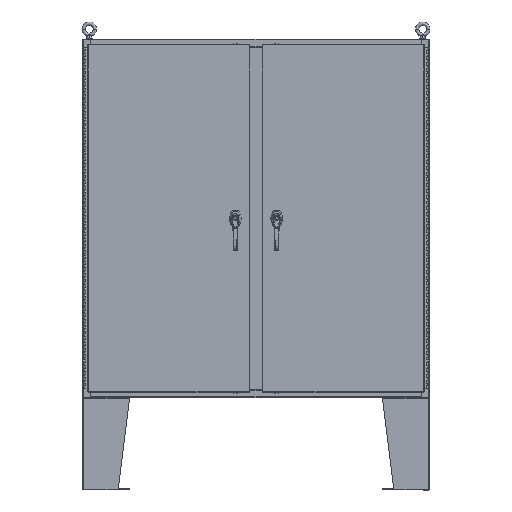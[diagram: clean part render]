
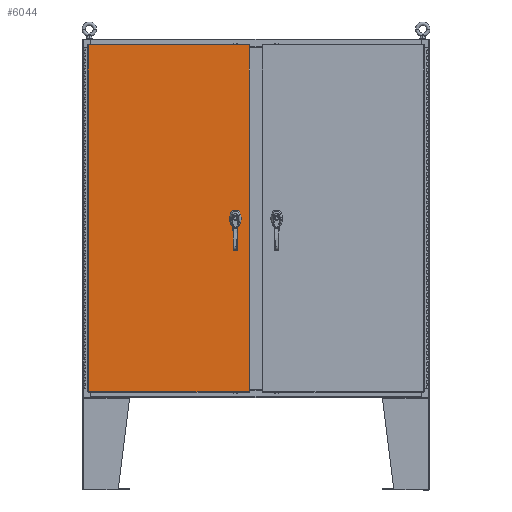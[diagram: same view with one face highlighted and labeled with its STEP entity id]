
A CAD part, top view. The second image highlights one B-rep face of the part: STEP entity #6044.
In plain terms, the highlighted planar face has unit normal (0, 0, 1).
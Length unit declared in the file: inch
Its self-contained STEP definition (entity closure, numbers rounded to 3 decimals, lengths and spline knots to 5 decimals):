
#588 = DIRECTION ( 'NONE',  ( 1., 0., 0. ) ) ;
#1995 = EDGE_LOOP ( 'NONE', ( #94537, #114690, #70165, #81823 ) ) ;
#2118 = LINE ( 'NONE', #124230, #92121 ) ;
#2971 = LINE ( 'NONE', #37994, #124272 ) ;
#4373 = FACE_BOUND ( 'NONE', #10759, .T. ) ;
#6044 = ADVANCED_FACE ( 'NONE', ( #133036, #66850, #4373 ), #18741, .F. ) ;
#6091 = VERTEX_POINT ( 'NONE', #30659 ) ;
#7315 = CARTESIAN_POINT ( 'NONE',  ( 11.1025, -0.20023, 0. ) ) ;
#10759 = EDGE_LOOP ( 'NONE', ( #108622, #70644, #14071, #106721, #82932, #67176, #110823, #129469 ) ) ;
#11993 = DIRECTION ( 'NONE',  ( 0., 0., 1. ) ) ;
#14071 = ORIENTED_EDGE ( 'NONE', *, *, #34393, .F. ) ;
#14647 = CARTESIAN_POINT ( 'NONE',  ( 11.5055, -1.338, 0. ) ) ;
#15489 = CARTESIAN_POINT ( 'NONE',  ( 11.334, -1.338, 0. ) ) ;
#18741 = PLANE ( 'NONE',  #73108 ) ;
#19292 = LINE ( 'NONE', #42398, #85346 ) ;
#19967 = DIRECTION ( 'NONE',  ( 0., 0., 1. ) ) ;
#20258 = CIRCLE ( 'NONE', #37162, 0.45 ) ;
#21330 = CARTESIAN_POINT ( 'NONE',  ( 13.9178, -30.0182, 0. ) ) ;
#26218 = VERTEX_POINT ( 'NONE', #7315 ) ;
#26563 = DIRECTION ( 'NONE',  ( 1., 0., 0. ) ) ;
#28560 = CIRCLE ( 'NONE', #95994, 0.1715 ) ;
#29769 = VECTOR ( 'NONE', #46222, 39.37008 ) ;
#29873 = VERTEX_POINT ( 'NONE', #56458 ) ;
#30269 = CARTESIAN_POINT ( 'NONE',  ( 11.1025, 0., 0. ) ) ;
#30659 = CARTESIAN_POINT ( 'NONE',  ( 11.9085, -0.20023, 0. ) ) ;
#30821 = CARTESIAN_POINT ( 'NONE',  ( 11.5055, -1.338, 0. ) ) ;
#30829 = EDGE_CURVE ( 'NONE', #91651, #54333, #91599, .T. ) ;
#31670 = EDGE_CURVE ( 'NONE', #144907, #6091, #56601, .T. ) ;
#31926 = DIRECTION ( 'NONE',  ( 0., -1., 0. ) ) ;
#32799 = VERTEX_POINT ( 'NONE', #62285 ) ;
#33357 = VERTEX_POINT ( 'NONE', #121203 ) ;
#33468 = LINE ( 'NONE', #128354, #29769 ) ;
#34393 = EDGE_CURVE ( 'NONE', #33357, #144907, #105657, .T. ) ;
#37162 = AXIS2_PLACEMENT_3D ( 'NONE', #90202, #19967, #102078 ) ;
#37167 = VECTOR ( 'NONE', #31926, 39.37008 ) ;
#37994 = CARTESIAN_POINT ( 'NONE',  ( 13.9178, 30.0182, 0. ) ) ;
#40278 = CARTESIAN_POINT ( 'NONE',  ( 11.9085, 0.20023, 0. ) ) ;
#42036 = DIRECTION ( 'NONE',  ( 0., -1., 0. ) ) ;
#42398 = CARTESIAN_POINT ( 'NONE',  ( 0., 0.403, 0. ) ) ;
#42558 = DIRECTION ( 'NONE',  ( 1., 0., 0. ) ) ;
#42580 = DIRECTION ( 'NONE',  ( 0., -1., 0. ) ) ;
#45486 = VERTEX_POINT ( 'NONE', #136093 ) ;
#46222 = DIRECTION ( 'NONE',  ( 0., 1., 0. ) ) ;
#46488 = EDGE_CURVE ( 'NONE', #45486, #32799, #19292, .T. ) ;
#51154 = AXIS2_PLACEMENT_3D ( 'NONE', #82260, #11993, #94135 ) ;
#51641 = EDGE_CURVE ( 'NONE', #29873, #130753, #28560, .T. ) ;
#52726 = CARTESIAN_POINT ( 'NONE',  ( 11.5055, 0., 0. ) ) ;
#54333 = VERTEX_POINT ( 'NONE', #21330 ) ;
#54508 = EDGE_CURVE ( 'NONE', #71725, #45486, #125283, .T. ) ;
#56458 = CARTESIAN_POINT ( 'NONE',  ( 11.677, -1.338, 0. ) ) ;
#56601 = CIRCLE ( 'NONE', #146856, 0.45 ) ;
#57776 = CARTESIAN_POINT ( 'NONE',  ( 13.9178, 30.0182, 0. ) ) ;
#57905 = CARTESIAN_POINT ( 'NONE',  ( -13.9178, -30.0182, 0. ) ) ;
#59567 = AXIS2_PLACEMENT_3D ( 'NONE', #14647, #96798, #26563 ) ;
#59895 = CARTESIAN_POINT ( 'NONE',  ( 11.1025, 0.20023, 0. ) ) ;
#60407 = VECTOR ( 'NONE', #77436, 39.37008 ) ;
#62285 = CARTESIAN_POINT ( 'NONE',  ( 11.30527, 0.403, 0. ) ) ;
#64451 = DIRECTION ( 'NONE',  ( 1., 0., 0. ) ) ;
#66850 = FACE_OUTER_BOUND ( 'NONE', #1995, .T. ) ;
#67176 = ORIENTED_EDGE ( 'NONE', *, *, #83748, .F. ) ;
#68652 = CIRCLE ( 'NONE', #123866, 0.45 ) ;
#70165 = ORIENTED_EDGE ( 'NONE', *, *, #144560, .T. ) ;
#70644 = ORIENTED_EDGE ( 'NONE', *, *, #31670, .F. ) ;
#70982 = DIRECTION ( 'NONE',  ( 0., 0., 1. ) ) ;
#71713 = EDGE_LOOP ( 'NONE', ( #138892, #129623 ) ) ;
#71725 = VERTEX_POINT ( 'NONE', #40278 ) ;
#73108 = AXIS2_PLACEMENT_3D ( 'NONE', #77170, #124028, #100855 ) ;
#76949 = EDGE_CURVE ( 'NONE', #71725, #6091, #2118, .T. ) ;
#77170 = CARTESIAN_POINT ( 'NONE',  ( 0., 0., 0. ) ) ;
#77436 = DIRECTION ( 'NONE',  ( 1., 0., 0. ) ) ;
#78005 = VECTOR ( 'NONE', #144413, 39.37008 ) ;
#81823 = ORIENTED_EDGE ( 'NONE', *, *, #150157, .T. ) ;
#82260 = CARTESIAN_POINT ( 'NONE',  ( 11.5055, 0., 0. ) ) ;
#82932 = ORIENTED_EDGE ( 'NONE', *, *, #147023, .F. ) ;
#83539 = VECTOR ( 'NONE', #42036, 39.37008 ) ;
#83748 = EDGE_CURVE ( 'NONE', #32799, #87440, #68652, .T. ) ;
#85346 = VECTOR ( 'NONE', #124523, 39.37008 ) ;
#87440 = VERTEX_POINT ( 'NONE', #59895 ) ;
#90202 = CARTESIAN_POINT ( 'NONE',  ( 11.5055, 0., 0. ) ) ;
#91599 = LINE ( 'NONE', #147851, #60407 ) ;
#91651 = VERTEX_POINT ( 'NONE', #57905 ) ;
#92121 = VECTOR ( 'NONE', #42580, 39.37008 ) ;
#93017 = EDGE_CURVE ( 'NONE', #26218, #33357, #20258, .T. ) ;
#94135 = DIRECTION ( 'NONE',  ( 1., 0., 0. ) ) ;
#94537 = ORIENTED_EDGE ( 'NONE', *, *, #30829, .T. ) ;
#95994 = AXIS2_PLACEMENT_3D ( 'NONE', #30821, #112850, #42558 ) ;
#96798 = DIRECTION ( 'NONE',  ( 0., 0., 1. ) ) ;
#97122 = CARTESIAN_POINT ( 'NONE',  ( 0., -0.403, 0. ) ) ;
#99498 = LINE ( 'NONE', #102180, #37167 ) ;
#100855 = DIRECTION ( 'NONE',  ( -1., 0., 0. ) ) ;
#102078 = DIRECTION ( 'NONE',  ( 1., 0., 0. ) ) ;
#102180 = CARTESIAN_POINT ( 'NONE',  ( -13.9178, 30.0182, 0. ) ) ;
#105657 = LINE ( 'NONE', #97122, #78005 ) ;
#106721 = ORIENTED_EDGE ( 'NONE', *, *, #93017, .F. ) ;
#108244 = DIRECTION ( 'NONE',  ( -1., 0., 0. ) ) ;
#108622 = ORIENTED_EDGE ( 'NONE', *, *, #76949, .T. ) ;
#110823 = ORIENTED_EDGE ( 'NONE', *, *, #46488, .F. ) ;
#112850 = DIRECTION ( 'NONE',  ( 0., 0., 1. ) ) ;
#114690 = ORIENTED_EDGE ( 'NONE', *, *, #150214, .T. ) ;
#114870 = LINE ( 'NONE', #30269, #83539 ) ;
#121203 = CARTESIAN_POINT ( 'NONE',  ( 11.30527, -0.403, 0. ) ) ;
#123866 = AXIS2_PLACEMENT_3D ( 'NONE', #52726, #134814, #64451 ) ;
#124028 = DIRECTION ( 'NONE',  ( 0., 0., -1. ) ) ;
#124230 = CARTESIAN_POINT ( 'NONE',  ( 11.9085, 0., 0. ) ) ;
#124272 = VECTOR ( 'NONE', #108244, 39.37008 ) ;
#124523 = DIRECTION ( 'NONE',  ( -1., 0., 0. ) ) ;
#125283 = CIRCLE ( 'NONE', #51154, 0.45 ) ;
#128354 = CARTESIAN_POINT ( 'NONE',  ( 13.9178, -30.0182, 0. ) ) ;
#129469 = ORIENTED_EDGE ( 'NONE', *, *, #54508, .F. ) ;
#129623 = ORIENTED_EDGE ( 'NONE', *, *, #152124, .F. ) ;
#130753 = VERTEX_POINT ( 'NONE', #15489 ) ;
#133036 = FACE_BOUND ( 'NONE', #71713, .T. ) ;
#133164 = VERTEX_POINT ( 'NONE', #142994 ) ;
#134814 = DIRECTION ( 'NONE',  ( 0., 0., 1. ) ) ;
#135869 = CARTESIAN_POINT ( 'NONE',  ( 11.70573, -0.403, 0. ) ) ;
#136093 = CARTESIAN_POINT ( 'NONE',  ( 11.70573, 0.403, 0. ) ) ;
#138892 = ORIENTED_EDGE ( 'NONE', *, *, #51641, .F. ) ;
#141309 = CARTESIAN_POINT ( 'NONE',  ( 11.5055, 0., 0. ) ) ;
#141746 = VERTEX_POINT ( 'NONE', #57776 ) ;
#142994 = CARTESIAN_POINT ( 'NONE',  ( -13.9178, 30.0182, 0. ) ) ;
#144413 = DIRECTION ( 'NONE',  ( 1., 0., 0. ) ) ;
#144560 = EDGE_CURVE ( 'NONE', #141746, #133164, #2971, .T. ) ;
#144907 = VERTEX_POINT ( 'NONE', #135869 ) ;
#145075 = CIRCLE ( 'NONE', #59567, 0.1715 ) ;
#146856 = AXIS2_PLACEMENT_3D ( 'NONE', #141309, #70982, #588 ) ;
#147023 = EDGE_CURVE ( 'NONE', #87440, #26218, #114870, .T. ) ;
#147851 = CARTESIAN_POINT ( 'NONE',  ( -13.9178, -30.0182, 0. ) ) ;
#150157 = EDGE_CURVE ( 'NONE', #133164, #91651, #99498, .T. ) ;
#150214 = EDGE_CURVE ( 'NONE', #54333, #141746, #33468, .T. ) ;
#152124 = EDGE_CURVE ( 'NONE', #130753, #29873, #145075, .T. ) ;
